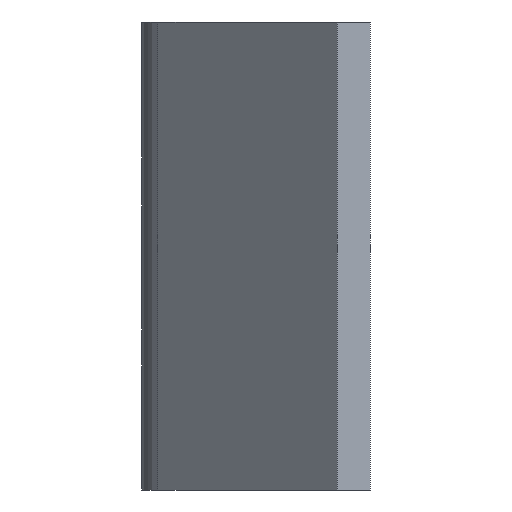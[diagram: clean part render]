
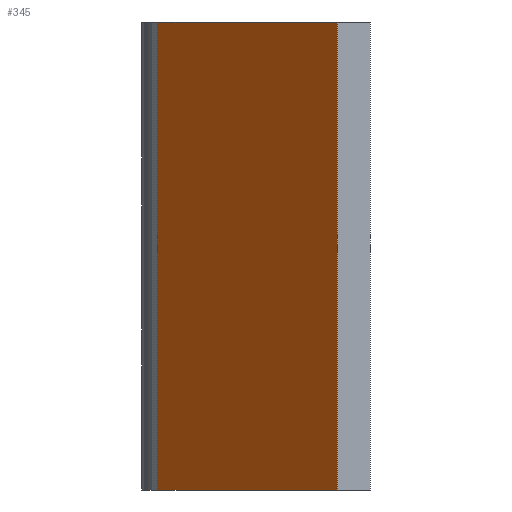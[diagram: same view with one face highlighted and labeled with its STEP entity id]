
A CAD part, left-side view. The second image highlights one B-rep face of the part: STEP entity #345.
In plain terms, the highlighted planar face has unit normal (-0.707, 0.707, 0).
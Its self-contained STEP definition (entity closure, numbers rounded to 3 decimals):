
#47=FACE_OUTER_BOUND('',#66,.T.);
#66=EDGE_LOOP('',(#285,#286,#287,#288));
#96=LINE('',#572,#132);
#101=LINE('',#582,#137);
#102=LINE('',#585,#138);
#103=LINE('',#586,#139);
#132=VECTOR('',#470,10.);
#137=VECTOR('',#479,10.);
#138=VECTOR('',#482,10.);
#139=VECTOR('',#483,10.);
#170=VERTEX_POINT('',#569);
#171=VERTEX_POINT('',#571);
#174=VERTEX_POINT('',#580);
#175=VERTEX_POINT('',#584);
#211=EDGE_CURVE('',#171,#170,#96,.T.);
#217=EDGE_CURVE('',#174,#170,#101,.T.);
#218=EDGE_CURVE('',#174,#175,#102,.T.);
#219=EDGE_CURVE('',#175,#171,#103,.T.);
#285=ORIENTED_EDGE('',*,*,#217,.F.);
#286=ORIENTED_EDGE('',*,*,#218,.T.);
#287=ORIENTED_EDGE('',*,*,#219,.T.);
#288=ORIENTED_EDGE('',*,*,#211,.T.);
#327=PLANE('',#395);
#345=ADVANCED_FACE('',(#47),#327,.T.);
#395=AXIS2_PLACEMENT_3D('',#583,#480,#481);
#470=DIRECTION('',(0.707,0.707,0.));
#479=DIRECTION('',(0.,0.,1.));
#480=DIRECTION('center_axis',(-0.707,0.707,0.));
#481=DIRECTION('ref_axis',(0.,0.,1.));
#482=DIRECTION('',(-0.707,-0.707,0.));
#483=DIRECTION('',(0.,0.,1.));
#569=CARTESIAN_POINT('',(-31.828,3.243,50.));
#571=CARTESIAN_POINT('',(-51.,-15.929,50.));
#572=CARTESIAN_POINT('',(-30.071,5.,50.));
#580=CARTESIAN_POINT('',(-31.828,3.243,0.));
#582=CARTESIAN_POINT('',(-31.828,3.243,0.));
#583=CARTESIAN_POINT('Origin',(-51.,-15.929,0.));
#584=CARTESIAN_POINT('',(-51.,-15.929,0.));
#585=CARTESIAN_POINT('',(-30.071,5.,0.));
#586=CARTESIAN_POINT('',(-51.,-15.929,0.));
